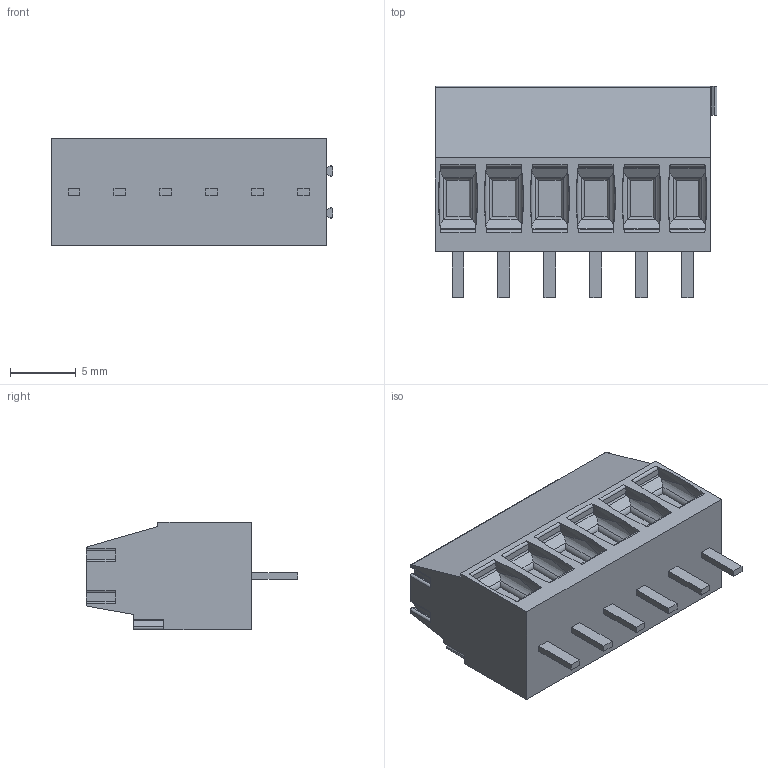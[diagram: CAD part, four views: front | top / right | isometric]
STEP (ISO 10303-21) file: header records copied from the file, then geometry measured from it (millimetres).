
FILE_DESCRIPTION((''),'2;1');
FILE_NAME('C-284391-6','2017-02-23T',('workeradm'),('Tyco Electronics Ltd.'),'CREO PARAMETRIC BY PTC INC, 2016050','CREO PARAMETRIC BY PTC INC, 2016050','');
FILE_SCHEMA(('AUTOMOTIVE_DESIGN { 1 0 10303 214 1 1 1 1 }'));
Length unit declared in the file: millimetre
Products named in the file (1): C-284391-6
Bounding box: 21.5 x 16.1 x 8.2 mm (x, y, z)
Volume: 1719.9 mm3; surface area: 1384 mm2
Topology: 1 solids, 1 shells, 439 faces, 1197 edges, 802 vertices
Faces by surface type: plane 277, cylinder 162
Entity records: 16227 total; most frequent: CARTESIAN_POINT 5360, ORIENTED_EDGE 2394, DIRECTION 1919, EDGE_CURVE 1197, VERTEX_POINT 802, VECTOR 753, LINE 753, AXIS2_PLACEMENT_3D 583
